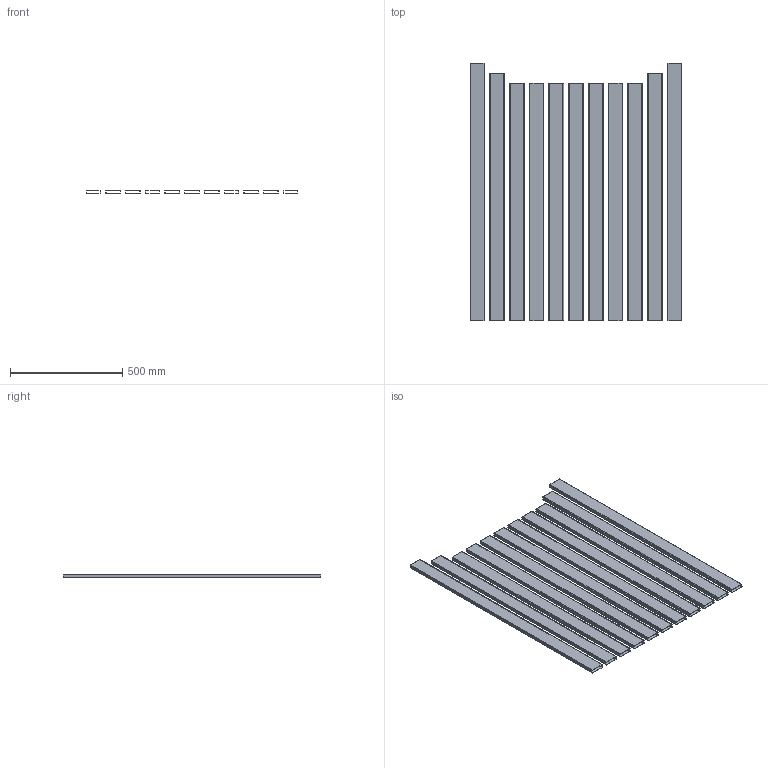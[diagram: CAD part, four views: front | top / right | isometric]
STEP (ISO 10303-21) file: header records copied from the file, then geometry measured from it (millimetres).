
FILE_DESCRIPTION (( 'STEP AP203' ), '1' );
FILE_NAME ('3983-75-10_REV_.step', '2026-03-01T21:31:37', ( '' ), ( '' ), 'SwSTEP 2.0', 'SolidWorks 2025', '' );
FILE_SCHEMA (( 'CONFIG_CONTROL_DESIGN' ));
Length unit declared in the file: millimetre
Products named in the file (1): 3983-75-10_REV_
Bounding box: 945 x 1150 x 16 mm (x, y, z)
Volume: 2191488.2 mm3; surface area: 3656521.6 mm2
Topology: 11 solids, 11 shells, 198 faces, 528 edges, 352 vertices
Faces by surface type: plane 110, cylinder 88
Entity records: 6309 total; most frequent: DIRECTION 1102, CARTESIAN_POINT 1079, ORIENTED_EDGE 1056, EDGE_CURVE 528, AXIS2_PLACEMENT_3D 375, VERTEX_POINT 352, LINE 352, VECTOR 352
